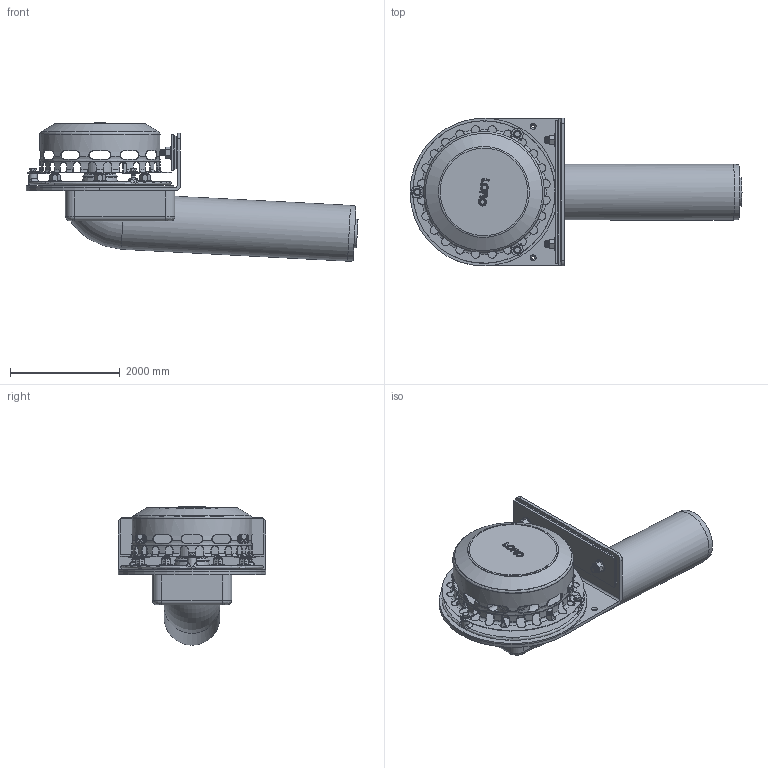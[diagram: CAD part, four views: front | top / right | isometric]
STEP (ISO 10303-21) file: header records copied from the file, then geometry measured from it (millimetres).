
FILE_DESCRIPTION(/* description */ (''),/* implementation_level */ '2;1');
FILE_NAME(/* name */ '13607.100X_3D.stp',/* time_stamp */ '2024-12-11T14:49:39+01:00',/* author */ ('CAD'),/* organization */ (''),/* preprocessor_version */ 'ST-DEVELOPER v20',/* originating_system */ 'AutoCAD Mechanical',/* authorisation */ '');
FILE_SCHEMA (('AUTOMOTIVE_DESIGN { 1 0 10303 214 3 1 1 }'));
Length unit declared in the file: centimetre
Products named in the file (10): Product; KORB; *U3; *U2; STUTZEN; *U5; *U4; *U7; *U6; *S8
Assembly tree (18 placements, depth 3):
  Product
    KORB
    *U3
      *U2  x3
    STUTZEN
    *U5
      *U4  x6
    *U7
      *U6  x3
    *S8
Bounding box: 6063.65 x 2700 x 2526.05 mm (x, y, z)
Volume: 1668256764 mm3; surface area: 122705333 mm2
Topology: 41 solids, 41 shells, 1540 faces, 3641 edges, 2158 vertices
Faces by surface type: cylinder 536, cone 470, plane 377, torus 130, bspline 24, sphere 3
Full cylindrical faces by diameter (mm): 40 x3, 55 x2, 70 x12, 80 x24, 105 x2, 120 x144, 133.198 x40, 160 x16, 500 x4, 530 x4, 558.788 x1, 560 x1, 578.049 x1, 590 x1, 600 x1, 630 x1, 980 x1, 1020 x1, 1220 x1, 1300 x1, 1330 x1, 2180 x2, 2200 x2, 2600 x1, 2700 x1
Entity records: 45632 total; most frequent: CARTESIAN_POINT 15658, DIRECTION 6509, ORIENTED_EDGE 6080, EDGE_CURVE 3040, AXIS2_PLACEMENT_3D 2657, VERTEX_POINT 1790, EDGE_LOOP 1406, CIRCLE 1343
